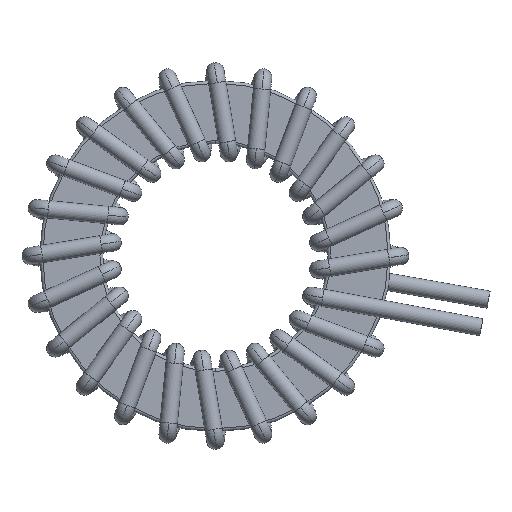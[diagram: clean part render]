
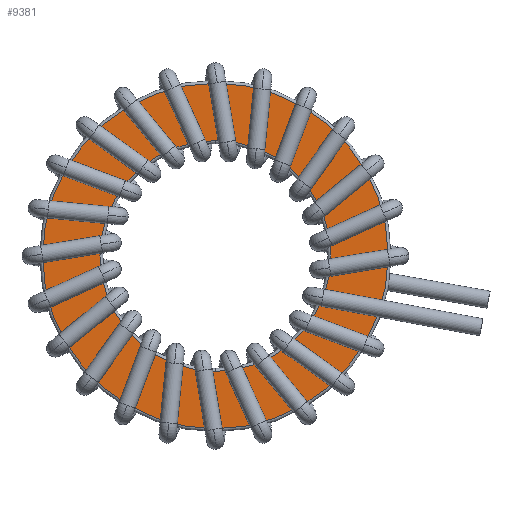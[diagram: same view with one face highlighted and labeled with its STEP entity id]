
A CAD part, front view. The second image highlights one B-rep face of the part: STEP entity #9381.
In plain terms, the highlighted planar face has unit normal (0, -1, 0).
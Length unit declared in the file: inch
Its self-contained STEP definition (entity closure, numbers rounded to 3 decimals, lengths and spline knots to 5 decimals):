
#118 = CARTESIAN_POINT ( 'NONE',  ( 0., -0.5475, 0. ) ) ;
#266 = AXIS2_PLACEMENT_3D ( 'NONE', #3143, #7623, #6536 ) ;
#375 = EDGE_CURVE ( 'NONE', #4593, #13332, #10745, .T. ) ;
#947 = CARTESIAN_POINT ( 'NONE',  ( 0., -0.5475, 2.0025 ) ) ;
#1271 = DIRECTION ( 'NONE',  ( 0., -1., 0. ) ) ;
#2722 = EDGE_LOOP ( 'NONE', ( #13083, #10821 ) ) ;
#3143 = CARTESIAN_POINT ( 'NONE',  ( -2.9975, -0.5475, 0. ) ) ;
#3191 = EDGE_LOOP ( 'NONE', ( #5796, #5509 ) ) ;
#3217 = AXIS2_PLACEMENT_3D ( 'NONE', #11076, #1271, #3437 ) ;
#3240 = VERTEX_POINT ( 'NONE', #13641 ) ;
#3318 = EDGE_CURVE ( 'NONE', #3240, #6616, #5929, .T. ) ;
#3437 = DIRECTION ( 'NONE',  ( 0., 0., -1. ) ) ;
#3761 = AXIS2_PLACEMENT_3D ( 'NONE', #12680, #13769, #6207 ) ;
#4593 = VERTEX_POINT ( 'NONE', #9683 ) ;
#4712 = DIRECTION ( 'NONE',  ( 0., 0., -1. ) ) ;
#5428 = PLANE ( 'NONE',  #266 ) ;
#5509 = ORIENTED_EDGE ( 'NONE', *, *, #14005, .F. ) ;
#5765 = DIRECTION ( 'NONE',  ( 0., -1., 0. ) ) ;
#5796 = ORIENTED_EDGE ( 'NONE', *, *, #375, .F. ) ;
#5844 = CARTESIAN_POINT ( 'NONE',  ( 0., -0.5475, 0. ) ) ;
#5929 = CIRCLE ( 'NONE', #3761, 2.9975 ) ;
#6207 = DIRECTION ( 'NONE',  ( 0., 0., -1. ) ) ;
#6536 = DIRECTION ( 'NONE',  ( 0., 0., 1. ) ) ;
#6616 = VERTEX_POINT ( 'NONE', #7140 ) ;
#6994 = DIRECTION ( 'NONE',  ( 0., 0., -1. ) ) ;
#7140 = CARTESIAN_POINT ( 'NONE',  ( 0., -0.5475, -2.9975 ) ) ;
#7240 = CIRCLE ( 'NONE', #7348, 2.9975 ) ;
#7348 = AXIS2_PLACEMENT_3D ( 'NONE', #5844, #12386, #6994 ) ;
#7623 = DIRECTION ( 'NONE',  ( 0., 1., 0. ) ) ;
#8703 = AXIS2_PLACEMENT_3D ( 'NONE', #118, #5765, #4712 ) ;
#8977 = FACE_OUTER_BOUND ( 'NONE', #2722, .T. ) ;
#9381 = ADVANCED_FACE ( 'NONE', ( #11856, #8977 ), #5428, .F. ) ;
#9683 = CARTESIAN_POINT ( 'NONE',  ( 0., -0.5475, -2.0025 ) ) ;
#10745 = CIRCLE ( 'NONE', #8703, 2.0025 ) ;
#10821 = ORIENTED_EDGE ( 'NONE', *, *, #3318, .T. ) ;
#11013 = EDGE_CURVE ( 'NONE', #6616, #3240, #7240, .T. ) ;
#11076 = CARTESIAN_POINT ( 'NONE',  ( 0., -0.5475, 0. ) ) ;
#11746 = CIRCLE ( 'NONE', #3217, 2.0025 ) ;
#11856 = FACE_BOUND ( 'NONE', #3191, .T. ) ;
#12386 = DIRECTION ( 'NONE',  ( 0., -1., 0. ) ) ;
#12680 = CARTESIAN_POINT ( 'NONE',  ( 0., -0.5475, 0. ) ) ;
#13083 = ORIENTED_EDGE ( 'NONE', *, *, #11013, .T. ) ;
#13332 = VERTEX_POINT ( 'NONE', #947 ) ;
#13641 = CARTESIAN_POINT ( 'NONE',  ( 0., -0.5475, 2.9975 ) ) ;
#13769 = DIRECTION ( 'NONE',  ( 0., -1., 0. ) ) ;
#14005 = EDGE_CURVE ( 'NONE', #13332, #4593, #11746, .T. ) ;
